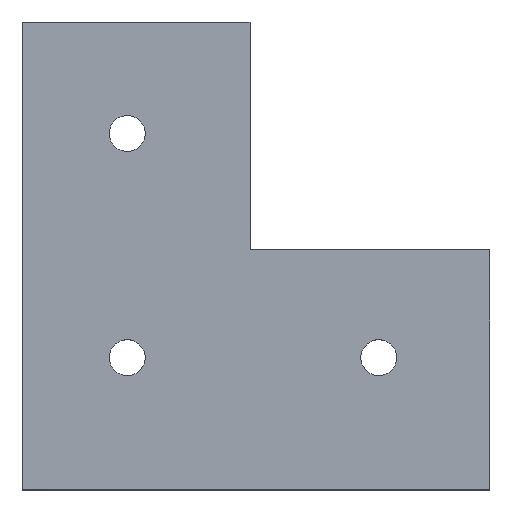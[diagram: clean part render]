
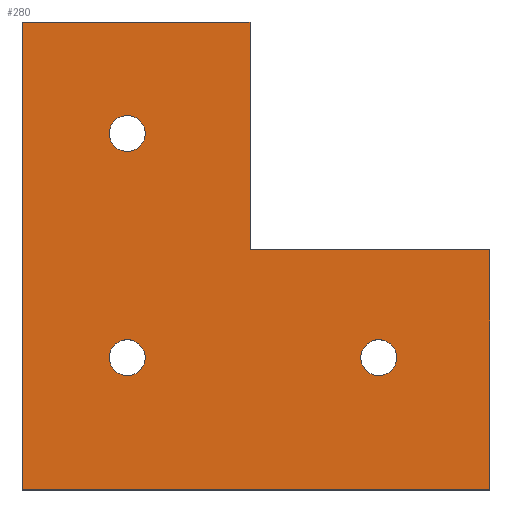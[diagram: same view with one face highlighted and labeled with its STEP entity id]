
A CAD part, top view. The second image highlights one B-rep face of the part: STEP entity #280.
In plain terms, the highlighted planar face has unit normal (0, 0, 1).
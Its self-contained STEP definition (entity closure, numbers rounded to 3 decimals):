
#21=FACE_BOUND('',#61,.T.);
#22=FACE_BOUND('',#62,.T.);
#23=FACE_BOUND('',#63,.T.);
#27=CIRCLE('',#304,1.5);
#28=CIRCLE('',#306,1.5);
#29=CIRCLE('',#308,1.5);
#43=FACE_OUTER_BOUND('',#60,.T.);
#60=EDGE_LOOP('',(#247,#248,#249,#250,#251,#252));
#61=EDGE_LOOP('',(#253));
#62=EDGE_LOOP('',(#254));
#63=EDGE_LOOP('',(#255));
#79=LINE('',#428,#109);
#85=LINE('',#446,#115);
#89=LINE('',#452,#119);
#90=LINE('',#455,#120);
#92=LINE('',#458,#122);
#93=LINE('',#460,#123);
#109=VECTOR('',#348,10.);
#115=VECTOR('',#368,10.);
#119=VECTOR('',#374,10.);
#120=VECTOR('',#377,10.);
#122=VECTOR('',#381,10.);
#123=VECTOR('',#384,10.);
#139=VERTEX_POINT('',#426);
#140=VERTEX_POINT('',#427);
#141=VERTEX_POINT('',#432);
#142=VERTEX_POINT('',#436);
#143=VERTEX_POINT('',#440);
#144=VERTEX_POINT('',#444);
#145=VERTEX_POINT('',#445);
#146=VERTEX_POINT('',#450);
#147=VERTEX_POINT('',#454);
#166=EDGE_CURVE('',#139,#140,#79,.T.);
#170=EDGE_CURVE('',#141,#141,#27,.T.);
#172=EDGE_CURVE('',#142,#142,#28,.T.);
#174=EDGE_CURVE('',#143,#143,#29,.T.);
#175=EDGE_CURVE('',#144,#145,#85,.T.);
#179=EDGE_CURVE('',#145,#146,#89,.T.);
#180=EDGE_CURVE('',#146,#147,#90,.T.);
#182=EDGE_CURVE('',#147,#140,#92,.T.);
#183=EDGE_CURVE('',#139,#144,#93,.T.);
#247=ORIENTED_EDGE('',*,*,#179,.T.);
#248=ORIENTED_EDGE('',*,*,#180,.T.);
#249=ORIENTED_EDGE('',*,*,#182,.T.);
#250=ORIENTED_EDGE('',*,*,#166,.F.);
#251=ORIENTED_EDGE('',*,*,#183,.T.);
#252=ORIENTED_EDGE('',*,*,#175,.T.);
#253=ORIENTED_EDGE('',*,*,#174,.F.);
#254=ORIENTED_EDGE('',*,*,#172,.F.);
#255=ORIENTED_EDGE('',*,*,#170,.F.);
#266=PLANE('',#314);
#280=ADVANCED_FACE('',(#43,#21,#22,#23),#266,.F.);
#304=AXIS2_PLACEMENT_3D('',#434,#354,#355);
#306=AXIS2_PLACEMENT_3D('',#438,#359,#360);
#308=AXIS2_PLACEMENT_3D('',#442,#364,#365);
#314=AXIS2_PLACEMENT_3D('',#461,#385,#386);
#348=DIRECTION('',(1.,0.,0.));
#354=DIRECTION('center_axis',(0.,0.,
1.));
#355=DIRECTION('ref_axis',(-1.,0.,0.));
#359=DIRECTION('center_axis',(0.,0.,
1.));
#360=DIRECTION('ref_axis',(-1.,0.,0.));
#364=DIRECTION('center_axis',(0.,0.,
1.));
#365=DIRECTION('ref_axis',(-1.,0.,0.));
#368=DIRECTION('',(1.,0.,0.));
#374=DIRECTION('',(0.,1.,0.));
#377=DIRECTION('',(-1.,0.,0.));
#381=DIRECTION('',(0.,1.,0.));
#384=DIRECTION('',(0.,-1.,0.));
#385=DIRECTION('center_axis',(0.,0.,
-1.));
#386=DIRECTION('ref_axis',(-1.,0.,0.));
#426=CARTESIAN_POINT('',(-211.653,-27.763,1.236));
#427=CARTESIAN_POINT('',(-192.653,-27.763,1.236));
#428=CARTESIAN_POINT('',(-211.653,-27.763,1.236));
#432=CARTESIAN_POINT('',(-180.419,-55.741,1.236));
#434=CARTESIAN_POINT('Origin',(-181.919,-55.741,1.236));
#436=CARTESIAN_POINT('',(-201.387,-37.054,1.236));
#438=CARTESIAN_POINT('Origin',(-202.887,-37.054,1.236));
#440=CARTESIAN_POINT('',(-201.387,-55.741,1.236));
#442=CARTESIAN_POINT('Origin',(-202.887,-55.741,1.236));
#444=CARTESIAN_POINT('',(-211.653,-66.741,1.236));
#445=CARTESIAN_POINT('',(-172.653,-66.741,1.236));
#446=CARTESIAN_POINT('',(-211.653,-66.741,1.236));
#450=CARTESIAN_POINT('',(-172.653,-46.741,1.236));
#452=CARTESIAN_POINT('',(-172.653,-66.741,1.236));
#454=CARTESIAN_POINT('',(-192.653,-46.741,1.236));
#455=CARTESIAN_POINT('',(-172.653,-46.741,1.236));
#458=CARTESIAN_POINT('',(-192.653,-66.741,1.236));
#460=CARTESIAN_POINT('',(-211.653,-61.798,1.236));
#461=CARTESIAN_POINT('Origin',(-192.153,-47.252,1.236));
